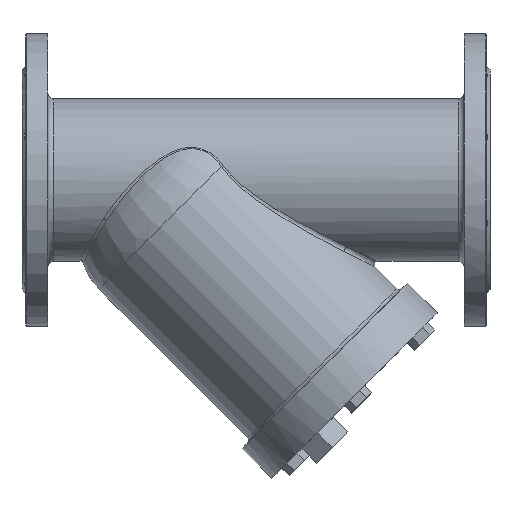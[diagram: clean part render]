
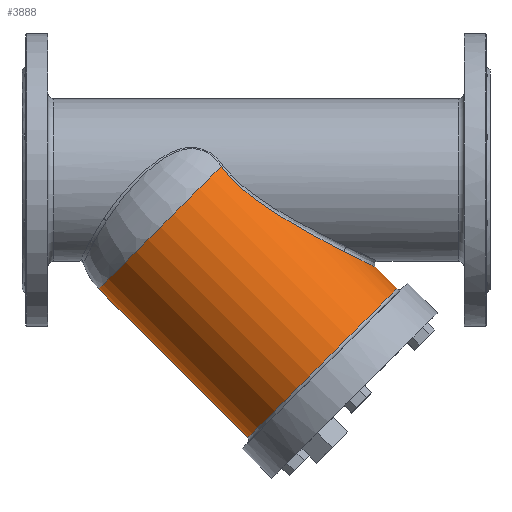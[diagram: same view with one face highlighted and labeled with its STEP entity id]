
A CAD part, top view. The second image highlights one B-rep face of the part: STEP entity #3888.
In plain terms, the highlighted cylindrical face has radius 90.125 mm (diameter 180.25 mm), a partial arc.
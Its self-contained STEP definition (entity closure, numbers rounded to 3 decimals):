
#2616=CARTESIAN_POINT('Vertex',(70.39,11.525,69.047)) ;
#2688=CARTESIAN_POINT('Control Point',(70.39,11.525,69.047)) ;
#2689=CARTESIAN_POINT('Control Point',(72.653,8.309,69.612)) ;
#2690=CARTESIAN_POINT('Control Point',(77.593,2.263,70.242)) ;
#2691=CARTESIAN_POINT('Control Point',(84.548,-4.569,70.173)) ;
#2692=CARTESIAN_POINT('Control Point',(89.723,-9.065,69.784)) ;
#2693=CARTESIAN_POINT('Control Point',(92.758,-11.565,69.472)) ;
#2694=CARTESIAN_POINT('Control Point',(97.35,-15.223,68.924)) ;
#2695=CARTESIAN_POINT('Control Point',(104.367,-20.398,67.819)) ;
#2696=CARTESIAN_POINT('Control Point',(113.901,-26.814,65.833)) ;
#2697=CARTESIAN_POINT('Control Point',(123.549,-32.863,63.367)) ;
#2698=CARTESIAN_POINT('Control Point',(131.641,-37.662,60.911)) ;
#2699=CARTESIAN_POINT('Control Point',(138.128,-41.385,58.691)) ;
#2700=CARTESIAN_POINT('Control Point',(144.61,-45.031,56.293)) ;
#2701=CARTESIAN_POINT('Control Point',(152.621,-49.416,52.974)) ;
#2702=CARTESIAN_POINT('Control Point',(162.054,-54.434,48.401)) ;
#2703=CARTESIAN_POINT('Control Point',(169.53,-58.318,44.116)) ;
#2704=CARTESIAN_POINT('Control Point',(173.831,-60.522,41.28)) ;
#2705=CARTESIAN_POINT('Control Point',(175.134,-61.187,40.38)) ;
#2706=CARTESIAN_POINT('Vertex',(175.134,-61.187,40.38)) ;
#2710=CARTESIAN_POINT('Control Point',(175.134,-61.187,40.38)) ;
#2711=CARTESIAN_POINT('Control Point',(175.308,-61.276,40.26)) ;
#2712=CARTESIAN_POINT('Control Point',(175.482,-61.365,40.139)) ;
#2713=CARTESIAN_POINT('Control Point',(175.656,-61.453,40.017)) ;
#2714=CARTESIAN_POINT('Vertex',(175.656,-61.453,40.017)) ;
#2784=CARTESIAN_POINT('Control Point',(175.656,-61.453,40.017)) ;
#2785=CARTESIAN_POINT('Control Point',(177.129,-62.204,38.987)) ;
#2786=CARTESIAN_POINT('Control Point',(181.321,-64.332,35.897)) ;
#2787=CARTESIAN_POINT('Control Point',(185.271,-66.314,32.464)) ;
#2788=CARTESIAN_POINT('Control Point',(187.716,-67.534,30.011)) ;
#2789=CARTESIAN_POINT('Vertex',(187.716,-67.534,30.011)) ;
#2793=CARTESIAN_POINT('Control Point',(187.716,-67.534,30.011)) ;
#2794=CARTESIAN_POINT('Control Point',(187.85,-67.601,29.876)) ;
#2795=CARTESIAN_POINT('Control Point',(188.627,-67.988,29.09)) ;
#2796=CARTESIAN_POINT('Control Point',(190.019,-68.681,27.616)) ;
#2797=CARTESIAN_POINT('Control Point',(192.42,-69.873,24.846)) ;
#2798=CARTESIAN_POINT('Control Point',(195.175,-71.234,21.195)) ;
#2799=CARTESIAN_POINT('Control Point',(197.54,-72.398,17.242)) ;
#2800=CARTESIAN_POINT('Control Point',(199.143,-73.185,13.862)) ;
#2801=CARTESIAN_POINT('Control Point',(200.531,-73.865,10.304)) ;
#2802=CARTESIAN_POINT('Control Point',(201.494,-74.336,6.642)) ;
#2803=CARTESIAN_POINT('Control Point',(201.932,-74.55,3.329)) ;
#2804=CARTESIAN_POINT('Control Point',(202.057,-74.611,1.413)) ;
#2805=CARTESIAN_POINT('Control Point',(202.077,-74.621,0.466)) ;
#2806=CARTESIAN_POINT('Control Point',(202.077,-74.621,0.)) ;
#2807=CARTESIAN_POINT('Vertex',(202.077,-74.621,0.)) ;
#3809=CARTESIAN_POINT('Vertex',(-34.295,-93.161,0.)) ;
#3837=CARTESIAN_POINT('Axis2P3D Location',(29.433,-29.433,0.)) ;
#3854=CARTESIAN_POINT('Axis2P3D Location',(0.,0.,0.)) ;
#3859=CARTESIAN_POINT('Axis2P3D Location',(156.712,-156.712,0.)) ;
#3863=CARTESIAN_POINT('Vertex',(92.984,-220.44,0.)) ;
#3865=CARTESIAN_POINT('Vertex',(220.44,-92.984,0.)) ;
#3868=CARTESIAN_POINT('Line Origine',(63.728,63.728,0.)) ;
#3873=CARTESIAN_POINT('Line Origine',(-63.728,-63.728,0.)) ;
#3870=VECTOR('Line Direction',#3869,1.) ;
#3875=VECTOR('Line Direction',#3874,1.) ;
#3838=DIRECTION('Axis2P3D Direction',(-0.707,0.707,0.)) ;
#3855=DIRECTION('Axis2P3D Direction',(-0.707,0.707,0.)) ;
#3856=DIRECTION('Axis2P3D XDirection',(-0.707,-0.707,0.)) ;
#3860=DIRECTION('Axis2P3D Direction',(-0.707,0.707,0.)) ;
#3869=DIRECTION('Vector Direction',(-0.707,0.707,0.)) ;
#3874=DIRECTION('Vector Direction',(-0.707,0.707,0.)) ;
#3839=AXIS2_PLACEMENT_3D('Circle Axis2P3D',#3837,#3838,$) ;
#3857=AXIS2_PLACEMENT_3D('Cylinder Axis2P3D',#3854,#3855,#3856) ;
#3861=AXIS2_PLACEMENT_3D('Circle Axis2P3D',#3859,#3860,$) ;
#3871=LINE('Line',#3868,#3870) ;
#3876=LINE('Line',#3873,#3875) ;
#3840=CIRCLE('generated circle',#3839,90.125) ;
#3862=CIRCLE('generated circle',#3861,90.125) ;
#3858=CYLINDRICAL_SURFACE('generated cylinder',#3857,90.125) ;
#2708=EDGE_CURVE('',#2707,#2617,#2687,.F.) ;
#2716=EDGE_CURVE('',#2715,#2707,#2709,.F.) ;
#2791=EDGE_CURVE('',#2790,#2715,#2783,.F.) ;
#2809=EDGE_CURVE('',#2808,#2790,#2792,.F.) ;
#3841=EDGE_CURVE('',#3810,#2617,#3840,.T.) ;
#3867=EDGE_CURVE('',#3864,#3866,#3862,.T.) ;
#3872=EDGE_CURVE('',#3866,#2808,#3871,.T.) ;
#3877=EDGE_CURVE('',#3864,#3810,#3876,.T.) ;
#3879=ORIENTED_EDGE('',*,*,#3867,.T.) ;
#3880=ORIENTED_EDGE('',*,*,#3872,.T.) ;
#3881=ORIENTED_EDGE('',*,*,#2809,.T.) ;
#3882=ORIENTED_EDGE('',*,*,#2791,.T.) ;
#3883=ORIENTED_EDGE('',*,*,#2716,.T.) ;
#3884=ORIENTED_EDGE('',*,*,#2708,.T.) ;
#3885=ORIENTED_EDGE('',*,*,#3841,.F.) ;
#3886=ORIENTED_EDGE('',*,*,#3877,.F.) ;
#3878=EDGE_LOOP('',(#3879,#3880,#3881,#3882,#3883,#3884,#3885,#3886)) ;
#2617=VERTEX_POINT('',#2616) ;
#2707=VERTEX_POINT('',#2706) ;
#2715=VERTEX_POINT('',#2714) ;
#2790=VERTEX_POINT('',#2789) ;
#2808=VERTEX_POINT('',#2807) ;
#3810=VERTEX_POINT('',#3809) ;
#3864=VERTEX_POINT('',#3863) ;
#3866=VERTEX_POINT('',#3865) ;
#3888=ADVANCED_FACE('NONE',(#3887),#3858,.T.) ;
#3887=FACE_OUTER_BOUND('',#3878,.T.) ;
#2687=(BOUNDED_CURVE()B_SPLINE_CURVE(3,(#2688,#2689,#2690,#2691,#2692,#2693,#2694,#2695,#2696,#2697,#2698,#2699,#2700,#2701,#2702,#2703,#2704,#2705),.UNSPECIFIED.,.F.,.U.)B_SPLINE_CURVE_WITH_KNOTS((4,1,1,1,1,1,1,1,1,1,1,1,1,1,1,4),(0.,11.459,22.917,28.647,31.512,34.376,45.835,57.294,68.752,80.211,85.94,91.67,103.129,114.587,126.046,131.099),.UNSPECIFIED.)CURVE()GEOMETRIC_REPRESENTATION_ITEM()RATIONAL_B_SPLINE_CURVE((1.,1.,1.,1.,1.,1.,1.,1.,1.,1.,1.,1.,1.,1.,1.,1.,1.,1.))REPRESENTATION_ITEM('')) ;
#2709=(BOUNDED_CURVE()B_SPLINE_CURVE(3,(#2710,#2711,#2712,#2713),.UNSPECIFIED.,.F.,.U.)B_SPLINE_CURVE_WITH_KNOTS((4,4),(131.099,131.775),.UNSPECIFIED.)CURVE()GEOMETRIC_REPRESENTATION_ITEM()RATIONAL_B_SPLINE_CURVE((1.,1.,1.,1.))REPRESENTATION_ITEM('')) ;
#2783=(BOUNDED_CURVE()B_SPLINE_CURVE(3,(#2784,#2785,#2786,#2787,#2788),.UNSPECIFIED.,.F.,.U.)B_SPLINE_CURVE_WITH_KNOTS((4,1,4),(131.775,137.505,148.366),.UNSPECIFIED.)CURVE()GEOMETRIC_REPRESENTATION_ITEM()RATIONAL_B_SPLINE_CURVE((1.,1.,1.,1.,1.))REPRESENTATION_ITEM('')) ;
#2792=(BOUNDED_CURVE()B_SPLINE_CURVE(3,(#2793,#2794,#2795,#2796,#2797,#2798,#2799,#2800,#2801,#2802,#2803,#2804,#2805,#2806),.UNSPECIFIED.,.F.,.U.)B_SPLINE_CURVE_WITH_KNOTS((4,1,1,1,1,1,1,1,1,1,1,4),(148.366,148.964,151.828,154.693,160.422,166.152,169.016,171.881,177.61,180.475,181.907,183.305),.UNSPECIFIED.)CURVE()GEOMETRIC_REPRESENTATION_ITEM()RATIONAL_B_SPLINE_CURVE((1.,1.,1.,1.,1.,1.,1.,1.,1.,1.,1.,1.,1.,1.))REPRESENTATION_ITEM('')) ;
